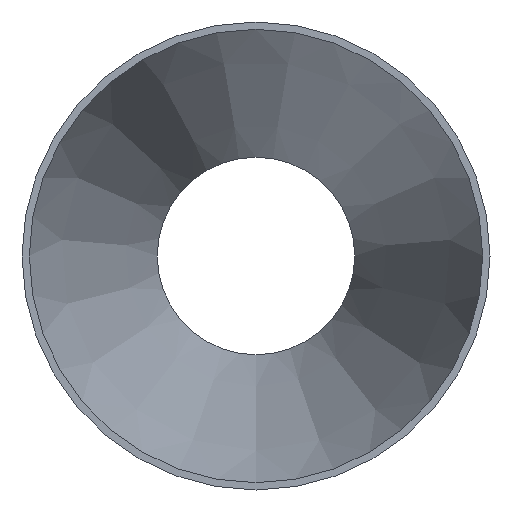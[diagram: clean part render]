
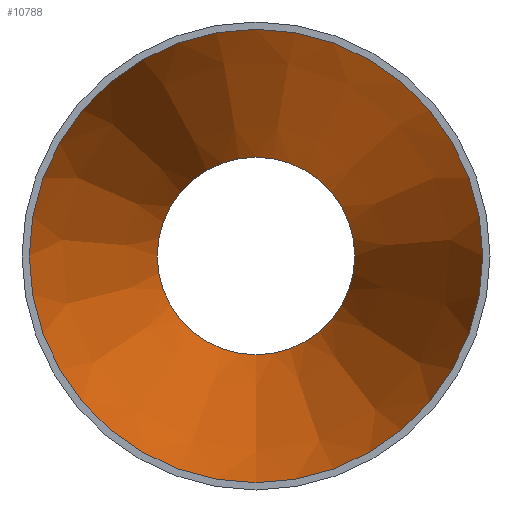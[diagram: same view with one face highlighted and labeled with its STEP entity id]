
A CAD part, front view. The second image highlights one B-rep face of the part: STEP entity #10788.
In plain terms, the highlighted conical face has half-angle 15.972 degrees and reference radius 64.42 mm.
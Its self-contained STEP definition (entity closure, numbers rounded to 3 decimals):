
#786 = EDGE_LOOP ( 'NONE', ( #7409 ) ) ;
#953 = DIRECTION ( 'NONE',  ( 0., -1., 0. ) ) ;
#1079 = VERTEX_POINT ( 'NONE', #33166 ) ;
#1231 = CONICAL_SURFACE ( 'NONE', #7371, 64.42, 0.279 ) ;
#3843 = CARTESIAN_POINT ( 'NONE',  ( 0., 0., 0. ) ) ;
#4445 = CIRCLE ( 'NONE', #11097, 64.42 ) ;
#5692 = EDGE_LOOP ( 'NONE', ( #17154 ) ) ;
#6016 = CARTESIAN_POINT ( 'NONE',  ( 0., 0., 0. ) ) ;
#7371 = AXIS2_PLACEMENT_3D ( 'NONE', #6016, #953, #19943 ) ;
#7409 = ORIENTED_EDGE ( 'NONE', *, *, #21498, .F. ) ;
#7458 = EDGE_CURVE ( 'NONE', #1079, #1079, #4445, .T. ) ;
#10788 = ADVANCED_FACE ( 'NONE', ( #23796, #34439 ), #1231, .F. ) ;
#11097 = AXIS2_PLACEMENT_3D ( 'NONE', #3843, #14468, #32810 ) ;
#12664 = CIRCLE ( 'NONE', #32738, 28.07 ) ;
#14125 = DIRECTION ( 'NONE',  ( 0., 0., -1. ) ) ;
#14468 = DIRECTION ( 'NONE',  ( 0., -1., 0. ) ) ;
#16917 = DIRECTION ( 'NONE',  ( 0., -1., 0. ) ) ;
#17154 = ORIENTED_EDGE ( 'NONE', *, *, #7458, .T. ) ;
#19943 = DIRECTION ( 'NONE',  ( 0., 0., -1. ) ) ;
#21498 = EDGE_CURVE ( 'NONE', #22359, #22359, #12664, .T. ) ;
#22359 = VERTEX_POINT ( 'NONE', #24623 ) ;
#23796 = FACE_BOUND ( 'NONE', #786, .T. ) ;
#24623 = CARTESIAN_POINT ( 'NONE',  ( 0., 127., -28.07 ) ) ;
#32286 = CARTESIAN_POINT ( 'NONE',  ( 0., 127., 0. ) ) ;
#32738 = AXIS2_PLACEMENT_3D ( 'NONE', #32286, #16917, #14125 ) ;
#32810 = DIRECTION ( 'NONE',  ( 0., 0., -1. ) ) ;
#33166 = CARTESIAN_POINT ( 'NONE',  ( 0., 0., -64.42 ) ) ;
#34439 = FACE_OUTER_BOUND ( 'NONE', #5692, .T. ) ;
